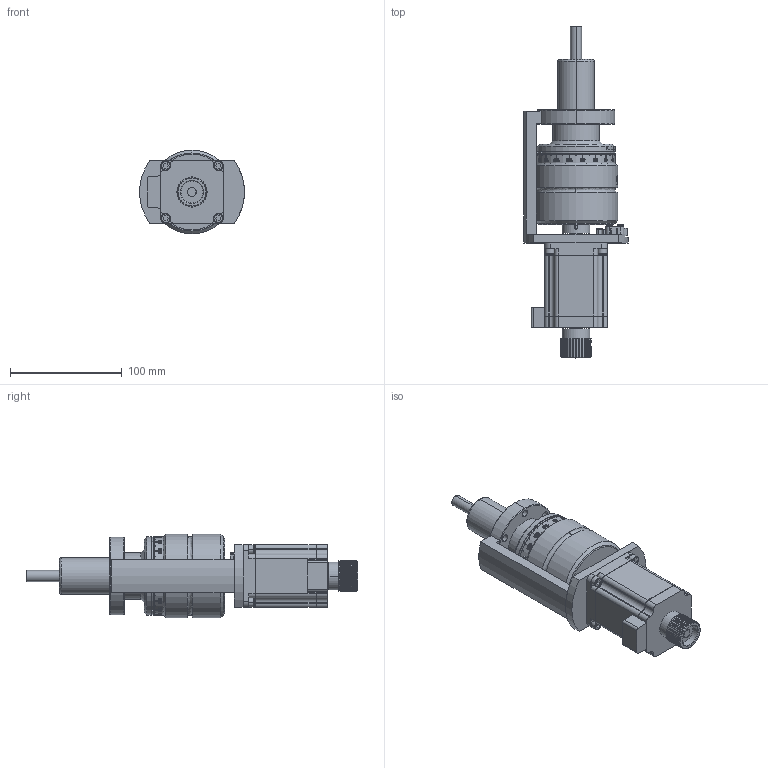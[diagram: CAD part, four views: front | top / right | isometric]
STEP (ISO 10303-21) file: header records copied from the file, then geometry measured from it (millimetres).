
FILE_DESCRIPTION (( 'STEP AP214' ), '1' );
FILE_NAME ('611-PRD-C40-75-SM.STEP', '2018-10-24T13:51:19', ( 'allectra' ), ( 'Microsoft' ), 'SwSTEP 2.0', 'SolidWorks 2014', '' );
FILE_SCHEMA (( 'AUTOMOTIVE_DESIGN' ));
Length unit declared in the file: millimetre
Products named in the file (1): 611-PRD-C40-75-SM
Bounding box: 94 x 297.5 x 75 mm (x, y, z)
Surface area: 135618.5 mm2 (no closed solid volume)
Topology: 0 solids, 274 shells, 9323 faces, 26160 edges, 17412 vertices
Faces by surface type: cylinder 7736, plane 1469, cone 61, bspline 57
Entity records: 417774 total; most frequent: CARTESIAN_POINT 100028, ORIENTED_EDGE 52296, DIRECTION 31650, EDGE_CURVE 26150, VERTEX_POINT 17412, B_SPLINE_CURVE_WITH_KNOTS 14332, AXIS2_PLACEMENT_3D 10793, LINE 10064
